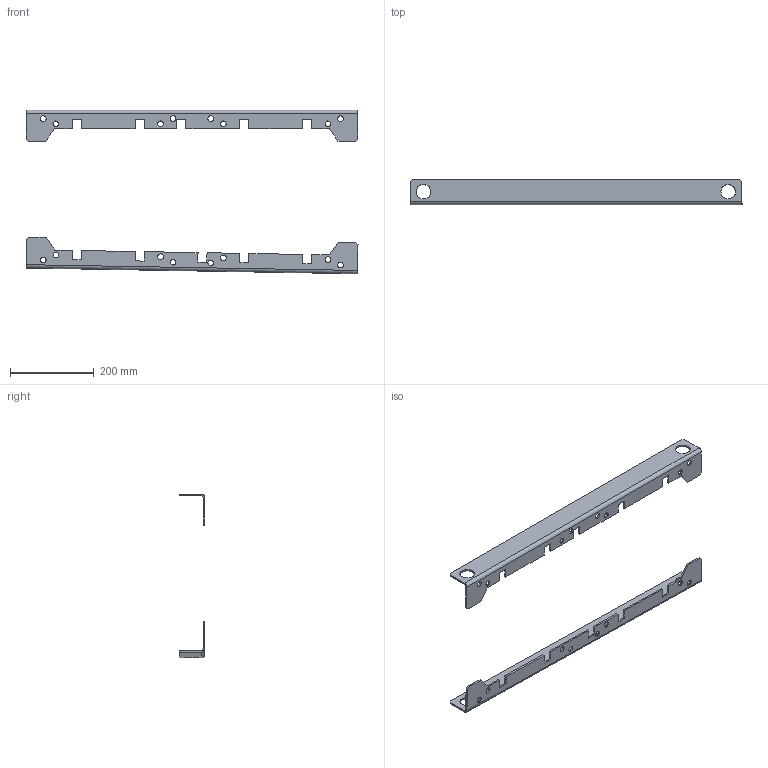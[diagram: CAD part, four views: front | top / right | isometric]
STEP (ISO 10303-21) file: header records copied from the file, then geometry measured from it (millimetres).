
FILE_DESCRIPTION(('STEP AP214'),'1');
FILE_NAME('cctmp_974EBA19-FBEA-43F9-8B9B-6128BBA67DF5_2023_03_28_21_07_59_0950..stp','2023-03-28T19:08:00',('SIEMENS A&D'),('CADClick - www.CADClick.com'),'Spatial InterOp 3D postprocessed',' ','unknown authorization');
FILE_SCHEMA(('AUTOMOTIVE_DESIGN'));
Length unit declared in the file: millimetre
Products named in the file (3): cc_unnamed; 2023_03_28_21_07_59_0939; 2023_03_28_21_07_59_0935
Assembly tree (2 placements, depth 2):
  cc_unnamed
    2023_03_28_21_07_59_0939
    2023_03_28_21_07_59_0935
Bounding box: 793.08 x 61 x 390.71 mm (x, y, z)
Volume: 606916.2 mm3; surface area: 324614.7 mm2
Topology: 2 solids, 2 shells, 116 faces, 336 edges, 224 vertices
Faces by surface type: plane 72, cylinder 44
Entity records: 4332 total; most frequent: CARTESIAN_POINT 679, ORIENTED_EDGE 672, DIRECTION 662, EDGE_CURVE 336, LINE 248, VECTOR 248, VERTEX_POINT 224, AXIS2_PLACEMENT_3D 207
